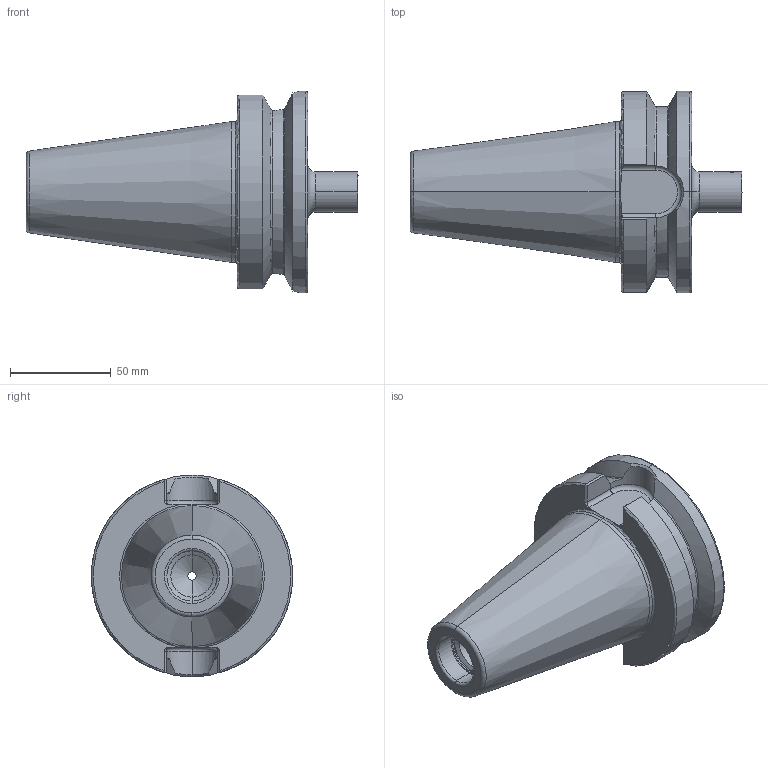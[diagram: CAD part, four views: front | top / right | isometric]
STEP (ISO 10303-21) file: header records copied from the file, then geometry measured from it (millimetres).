
FILE_DESCRIPTION (( 'STEP AP203' ), '1' );
FILE_NAME ('BT5-ST1.K01.063.STEP', '2016-02-12T09:50:06', ( 'SWIAdmin' ), ( 'Hewlett-Packard Company' ), 'SwSTEP 2.0', 'SolidWorks 2015', '' );
FILE_SCHEMA (( 'CONFIG_CONTROL_DESIGN' ));
Length unit declared in the file: millimetre
Products named in the file (3): BT5-ST1.K01.063_A; ST1-ER1.001.005_A; BT5-ST1.K01.063
Assembly tree (2 placements, depth 2):
  BT5-ST1.K01.063
    BT5-ST1.K01.063_A
    ST1-ER1.001.005_A
Bounding box: 164.8 x 100 x 100 mm (x, y, z)
Volume: 475574.5 mm3; surface area: 51877.6 mm2
Topology: 2 solids, 2 shells, 136 faces, 340 edges, 207 vertices
Faces by surface type: cylinder 40, plane 36, torus 32, cone 22, bspline 6
Entity records: 5036 total; most frequent: CARTESIAN_POINT 1615, ORIENTED_EDGE 676, DIRECTION 640, EDGE_CURVE 338, AXIS2_PLACEMENT_3D 261, VERTEX_POINT 207, EDGE_LOOP 141, FACE_OUTER_BOUND 136
